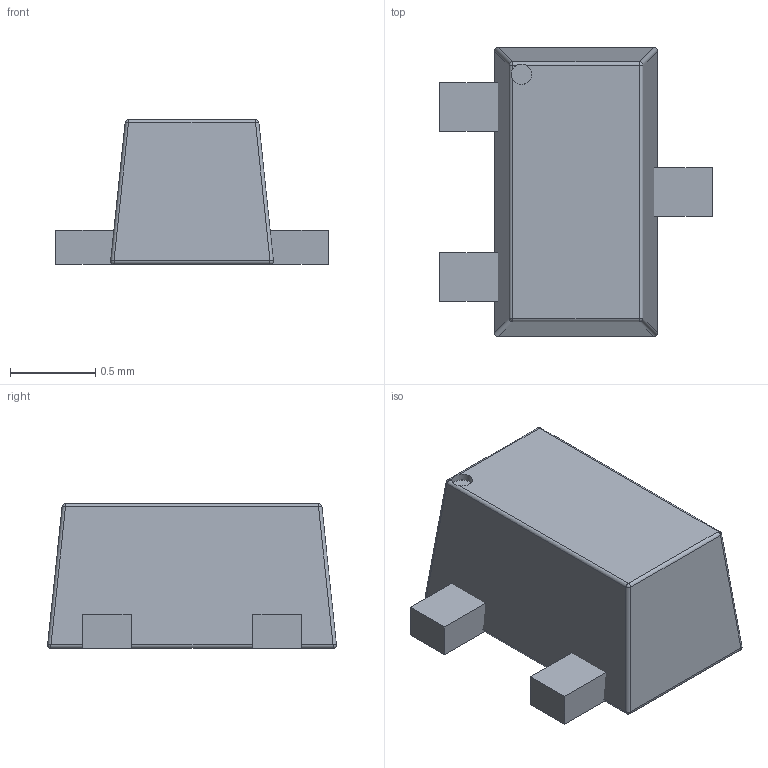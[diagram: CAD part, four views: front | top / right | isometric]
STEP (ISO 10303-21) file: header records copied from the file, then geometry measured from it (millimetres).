
FILE_DESCRIPTION(('Open CASCADE Model'),'2;1');
FILE_NAME('Open CASCADE Shape Model','2024-04-15T14:33:59',('Author'),( 'Open CASCADE'),'Open CASCADE STEP processor 7.5','Open CASCADE 7.5' ,'Unknown');
FILE_SCHEMA(('AUTOMOTIVE_DESIGN { 1 0 10303 214 1 1 1 1 }'));
Length unit declared in the file: millimetre
Products named in the file (5): SOTFL50P160X85-3N.step; Open CASCADE STEP translator 7.5 44.1; Body; Open CASCADE STEP translator 7.5 44.2.1; lead
Assembly tree (6 placements, depth 3):
  SOTFL50P160X85-3N.step
    Open CASCADE STEP translator 7.5 44.1
    Body
      Open CASCADE STEP translator 7.5 44.2.1
    lead  x3
Bounding box: 1.6 x 1.7 x 0.85 mm (x, y, z)
Volume: 1.3 mm3; surface area: 8.3 mm2
Topology: 4 solids, 5 shells, 48 faces, 102 edges, 55 vertices
Faces by surface type: plane 27, cylinder 13, sphere 8
Full cylindrical faces by diameter (mm): 0.12 x1
Entity records: 2167 total; most frequent: CARTESIAN_POINT 555, DIRECTION 310, LINE 161, VECTOR 161, ORIENTED_EDGE 139, PCURVE 139, DEFINITIONAL_REPRESENTATION 139, AXIS2_PLACEMENT_3D 72
